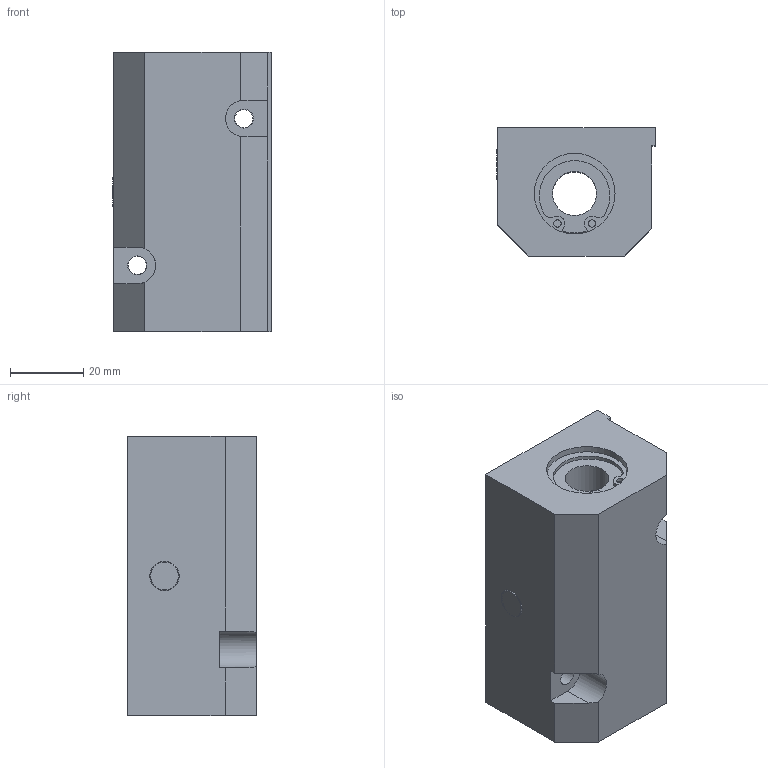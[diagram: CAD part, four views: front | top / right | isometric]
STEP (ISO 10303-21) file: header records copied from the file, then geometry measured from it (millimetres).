
FILE_DESCRIPTION(/* description */ ('Tandem Gehäuseeinheit geschlossen'),/* implementation_level */ '2;1');
FILE_NAME(/* name */ '121629-0.step',/* time_stamp */ '2021-08-11T10:37:31+02:00',/* author */ ('MuellerJ'),/* organization */ (''),/* preprocessor_version */ 'ST-DEVELOPER v18.1',/* originating_system */ 'Autodesk Inventor 2021',/* authorisation */ '');
FILE_SCHEMA (('AUTOMOTIVE_DESIGN { 1 0 10303 214 3 1 1 }'));
Length unit declared in the file: millimetre
Products named in the file (4): leer; leer_1; leer_2; leer_3
Assembly tree (5 placements, depth 2):
  leer
    leer_1
    leer_2  x2
    leer_3  x2
Bounding box: 43.25 x 35 x 76 mm (x, y, z)
Volume: 92702.2 mm3; surface area: 28964.1 mm2
Topology: 5 solids, 5 shells, 98 faces, 211 edges, 141 vertices
Faces by surface type: plane 49, cylinder 44, torus 5
Full cylindrical faces by diameter (mm): 2 x4, 4.3 x1, 4.917 x2, 5.2 x2, 6.917 x1, 8 x1, 12 x2, 21 x5, 22 x10, 23 x2
Entity records: 2252 total; most frequent: CARTESIAN_POINT 394, DIRECTION 389, ORIENTED_EDGE 314, EDGE_CURVE 157, AXIS2_PLACEMENT_3D 154, VERTEX_POINT 105, EDGE_LOOP 100, LINE 81
